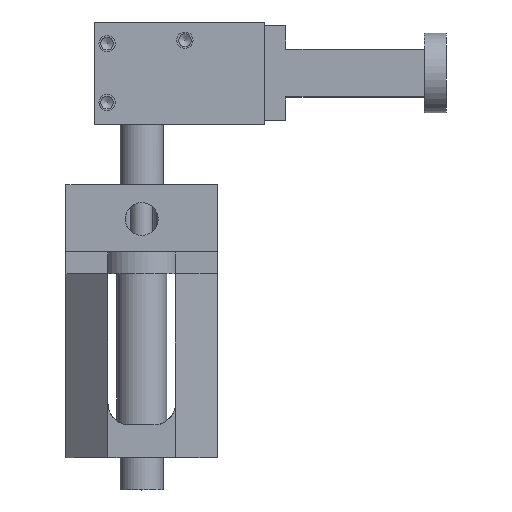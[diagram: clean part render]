
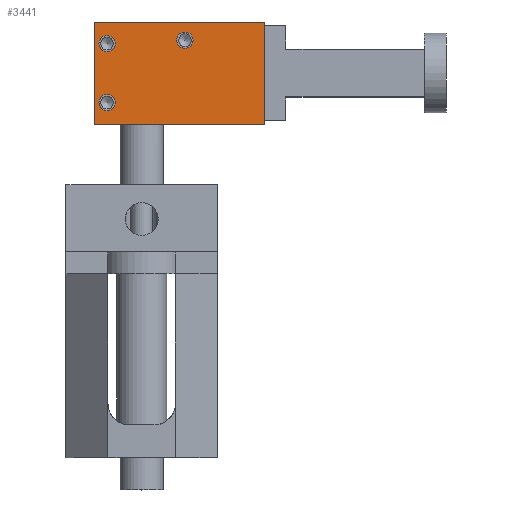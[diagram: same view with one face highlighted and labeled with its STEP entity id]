
A CAD part, top view. The second image highlights one B-rep face of the part: STEP entity #3441.
In plain terms, the highlighted planar face has unit normal (0, 0, 1).
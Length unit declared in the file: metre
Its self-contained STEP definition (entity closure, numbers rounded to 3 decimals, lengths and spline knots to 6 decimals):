
#185=CIRCLE('',#3879,0.001187);
#186=CIRCLE('',#3880,0.001187);
#187=CIRCLE('',#3881,0.001187);
#814=ORIENTED_EDGE('',*,*,#1467,.T.);
#815=ORIENTED_EDGE('',*,*,#1468,.T.);
#816=ORIENTED_EDGE('',*,*,#1469,.T.);
#817=ORIENTED_EDGE('',*,*,#1456,.F.);
#818=ORIENTED_EDGE('',*,*,#1460,.T.);
#819=ORIENTED_EDGE('',*,*,#1464,.T.);
#820=ORIENTED_EDGE('',*,*,#1466,.F.);
#1456=EDGE_CURVE('',#1851,#1852,#2129,.T.);
#1460=EDGE_CURVE('',#1851,#1854,#2133,.T.);
#1464=EDGE_CURVE('',#1854,#1856,#2137,.T.);
#1466=EDGE_CURVE('',#1852,#1856,#2139,.T.);
#1467=EDGE_CURVE('',#1857,#1857,#185,.T.);
#1468=EDGE_CURVE('',#1858,#1858,#186,.T.);
#1469=EDGE_CURVE('',#1859,#1859,#187,.T.);
#1851=VERTEX_POINT('',#5701);
#1852=VERTEX_POINT('',#5703);
#1854=VERTEX_POINT('',#5709);
#1856=VERTEX_POINT('',#5716);
#1857=VERTEX_POINT('',#5723);
#1858=VERTEX_POINT('',#5725);
#1859=VERTEX_POINT('',#5727);
#2129=LINE('',#5702,#2396);
#2133=LINE('',#5710,#2400);
#2137=LINE('',#5717,#2404);
#2139=LINE('',#5720,#2406);
#2396=VECTOR('',#4651,1.);
#2400=VECTOR('',#4657,1.);
#2404=VECTOR('',#4663,1.);
#2406=VECTOR('',#4667,1.);
#2736=EDGE_LOOP('',(#814));
#2737=EDGE_LOOP('',(#815));
#2738=EDGE_LOOP('',(#816));
#2739=EDGE_LOOP('',(#817,#818,#819,#820));
#3076=FACE_BOUND('',#2736,.T.);
#3077=FACE_BOUND('',#2737,.T.);
#3078=FACE_BOUND('',#2738,.T.);
#3079=FACE_BOUND('',#2739,.T.);
#3264=PLANE('',#3878);
#3441=ADVANCED_FACE('',(#3076,#3077,#3078,#3079),#3264,.T.);
#3878=AXIS2_PLACEMENT_3D('',#5721,#4668,#4669);
#3879=AXIS2_PLACEMENT_3D('',#5722,#4670,#4671);
#3880=AXIS2_PLACEMENT_3D('',#5724,#4672,#4673);
#3881=AXIS2_PLACEMENT_3D('',#5726,#4674,#4675);
#4651=DIRECTION('',(1.,0.,0.));
#4657=DIRECTION('',(0.,-1.,0.));
#4663=DIRECTION('',(1.,0.,0.));
#4667=DIRECTION('',(0.,-1.,0.));
#4668=DIRECTION('',(0.,0.,1.));
#4669=DIRECTION('',(1.,0.,0.));
#4670=DIRECTION('',(0.,0.,-1.));
#4671=DIRECTION('',(-1.,0.,0.));
#4672=DIRECTION('',(0.,0.,-1.));
#4673=DIRECTION('',(-1.,0.,0.));
#4674=DIRECTION('',(0.,0.,-1.));
#4675=DIRECTION('',(-1.,0.,0.));
#5701=CARTESIAN_POINT('',(-0.007,0.0075,0.003175));
#5702=CARTESIAN_POINT('',(0.0055,0.0075,0.003175));
#5703=CARTESIAN_POINT('',(0.018,0.0075,0.003175));
#5709=CARTESIAN_POINT('',(-0.007,-0.0075,0.003175));
#5710=CARTESIAN_POINT('',(-0.007,0.,0.003175));
#5716=CARTESIAN_POINT('',(0.018,-0.0075,0.003175));
#5717=CARTESIAN_POINT('',(0.0055,-0.0075,0.003175));
#5720=CARTESIAN_POINT('',(0.018,0.,0.003175));
#5721=CARTESIAN_POINT('',(0.0055,0.,0.003175));
#5722=CARTESIAN_POINT('',(-0.005088,-0.004325,0.003175));
#5723=CARTESIAN_POINT('',(-0.006275,-0.004325,0.003175));
#5724=CARTESIAN_POINT('',(-0.005088,0.004325,0.003175));
#5725=CARTESIAN_POINT('',(-0.006275,0.004325,0.003175));
#5726=CARTESIAN_POINT('',(0.00635,0.004839,0.003175));
#5727=CARTESIAN_POINT('',(0.005163,0.004839,0.003175));
